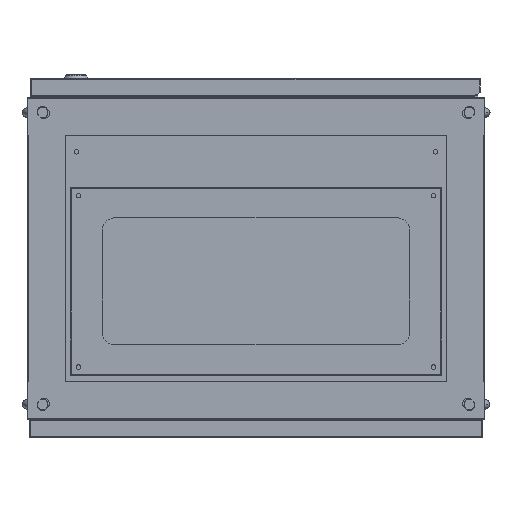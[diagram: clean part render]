
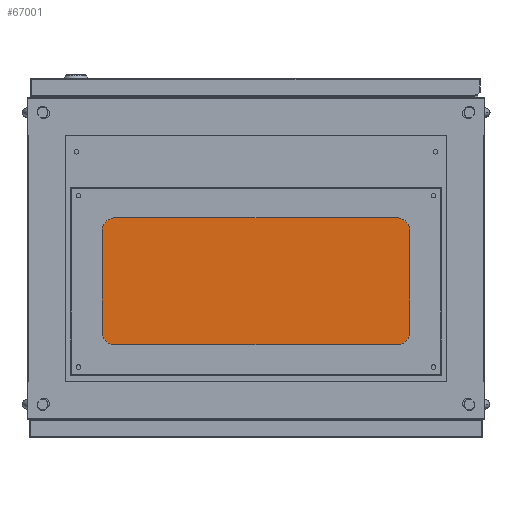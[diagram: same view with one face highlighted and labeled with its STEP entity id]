
A CAD part, front view. The second image highlights one B-rep face of the part: STEP entity #67001.
In plain terms, the highlighted planar face has unit normal (0, -1, 0).
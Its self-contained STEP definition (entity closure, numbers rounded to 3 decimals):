
#962 = EDGE_LOOP ( 'NONE', ( #61187, #66552 ) ) ;
#2942 = VERTEX_POINT ( 'NONE', #69416 ) ;
#3412 = VECTOR ( 'NONE', #39735, 1000. ) ;
#3783 = DIRECTION ( 'NONE',  ( 0., 0., 1. ) ) ;
#4043 = CARTESIAN_POINT ( 'NONE',  ( -233., 9., 79.5 ) ) ;
#4378 = FACE_BOUND ( 'NONE', #21247, .T. ) ;
#4944 = EDGE_CURVE ( 'NONE', #46494, #7337, #10874, .T. ) ;
#5088 = CARTESIAN_POINT ( 'NONE',  ( 233., 9., 82.5 ) ) ;
#6364 = LINE ( 'NONE', #15911, #24916 ) ;
#6937 = ORIENTED_EDGE ( 'NONE', *, *, #57858, .F. ) ;
#7337 = VERTEX_POINT ( 'NONE', #13814 ) ;
#9848 = CIRCLE ( 'NONE', #73233, 3. ) ;
#10874 = LINE ( 'NONE', #60813, #15248 ) ;
#11079 = CARTESIAN_POINT ( 'NONE',  ( -233., 9., 82.5 ) ) ;
#11294 = EDGE_CURVE ( 'NONE', #33110, #24385, #47916, .T. ) ;
#12130 = DIRECTION ( 'NONE',  ( 0., 0., 1. ) ) ;
#12492 = CIRCLE ( 'NONE', #55705, 3. ) ;
#13814 = CARTESIAN_POINT ( 'NONE',  ( -242.5, 9., 92. ) ) ;
#14407 = ORIENTED_EDGE ( 'NONE', *, *, #70507, .F. ) ;
#15229 = CARTESIAN_POINT ( 'NONE',  ( -233., 9., 82.5 ) ) ;
#15248 = VECTOR ( 'NONE', #88536, 1000. ) ;
#15498 = DIRECTION ( 'NONE',  ( 0., 1., 0. ) ) ;
#15499 = AXIS2_PLACEMENT_3D ( 'NONE', #67315, #25711, #74308 ) ;
#15911 = CARTESIAN_POINT ( 'NONE',  ( -243.5, 9., 92. ) ) ;
#15993 = AXIS2_PLACEMENT_3D ( 'NONE', #11079, #59693, #18087 ) ;
#18074 = EDGE_CURVE ( 'NONE', #48590, #20296, #58356, .T. ) ;
#18087 = DIRECTION ( 'NONE',  ( 0., 0., 1. ) ) ;
#18640 = EDGE_CURVE ( 'NONE', #20296, #48590, #52815, .T. ) ;
#19297 = CARTESIAN_POINT ( 'NONE',  ( -243.5, 9., -152. ) ) ;
#19444 = CARTESIAN_POINT ( 'NONE',  ( -233., 9., -142.5 ) ) ;
#20296 = VERTEX_POINT ( 'NONE', #4043 ) ;
#20430 = DIRECTION ( 'NONE',  ( 0., 1., 0. ) ) ;
#21156 = CARTESIAN_POINT ( 'NONE',  ( -233., 9., -139.5 ) ) ;
#21247 = EDGE_LOOP ( 'NONE', ( #65584, #37460 ) ) ;
#22197 = DIRECTION ( 'NONE',  ( 0., 0., 1. ) ) ;
#22276 = CARTESIAN_POINT ( 'NONE',  ( 242.5, 9., -153. ) ) ;
#22958 = FACE_BOUND ( 'NONE', #962, .T. ) ;
#24385 = VERTEX_POINT ( 'NONE', #21156 ) ;
#24916 = VECTOR ( 'NONE', #64205, 1000. ) ;
#25711 = DIRECTION ( 'NONE',  ( 0., 1., 0. ) ) ;
#26439 = DIRECTION ( 'NONE',  ( 0., 0., 1. ) ) ;
#27581 = CARTESIAN_POINT ( 'NONE',  ( -233., 9., -142.5 ) ) ;
#28764 = EDGE_CURVE ( 'NONE', #48667, #45470, #31032, .T. ) ;
#28798 = EDGE_CURVE ( 'NONE', #24385, #33110, #12492, .T. ) ;
#30647 = CARTESIAN_POINT ( 'NONE',  ( -242.5, 9., -152. ) ) ;
#31032 = CIRCLE ( 'NONE', #41781, 3. ) ;
#32748 = EDGE_LOOP ( 'NONE', ( #75824, #88847 ) ) ;
#33110 = VERTEX_POINT ( 'NONE', #37807 ) ;
#34618 = DIRECTION ( 'NONE',  ( 0., 0., 1. ) ) ;
#37460 = ORIENTED_EDGE ( 'NONE', *, *, #28798, .T. ) ;
#37807 = CARTESIAN_POINT ( 'NONE',  ( -233., 9., -145.5 ) ) ;
#38188 = ORIENTED_EDGE ( 'NONE', *, *, #18640, .T. ) ;
#39735 = DIRECTION ( 'NONE',  ( -1., 0., 0. ) ) ;
#41187 = VERTEX_POINT ( 'NONE', #46469 ) ;
#41506 = CARTESIAN_POINT ( 'NONE',  ( -233., 9., 85.5 ) ) ;
#41781 = AXIS2_PLACEMENT_3D ( 'NONE', #5088, #53800, #12130 ) ;
#45470 = VERTEX_POINT ( 'NONE', #53334 ) ;
#45554 = DIRECTION ( 'NONE',  ( 0., 1., 0. ) ) ;
#46469 = CARTESIAN_POINT ( 'NONE',  ( 242.5, 9., -152. ) ) ;
#46494 = VERTEX_POINT ( 'NONE', #30647 ) ;
#47916 = CIRCLE ( 'NONE', #85551, 3. ) ;
#48590 = VERTEX_POINT ( 'NONE', #41506 ) ;
#48667 = VERTEX_POINT ( 'NONE', #49340 ) ;
#49340 = CARTESIAN_POINT ( 'NONE',  ( 233., 9., 85.5 ) ) ;
#52367 = VECTOR ( 'NONE', #56939, 1000. ) ;
#52484 = EDGE_CURVE ( 'NONE', #88093, #68898, #77235, .T. ) ;
#52815 = CIRCLE ( 'NONE', #15993, 3. ) ;
#52852 = ORIENTED_EDGE ( 'NONE', *, *, #75039, .F. ) ;
#53334 = CARTESIAN_POINT ( 'NONE',  ( 233., 9., 79.5 ) ) ;
#53800 = DIRECTION ( 'NONE',  ( 0., 1., 0. ) ) ;
#55705 = AXIS2_PLACEMENT_3D ( 'NONE', #19444, #68041, #26439 ) ;
#56939 = DIRECTION ( 'NONE',  ( 0., 0., -1. ) ) ;
#57129 = PLANE ( 'NONE',  #73542 ) ;
#57425 = EDGE_CURVE ( 'NONE', #45470, #48667, #65049, .T. ) ;
#57858 = EDGE_CURVE ( 'NONE', #7337, #2942, #6364, .T. ) ;
#58356 = CIRCLE ( 'NONE', #72470, 3. ) ;
#59215 = EDGE_LOOP ( 'NONE', ( #38188, #65713 ) ) ;
#59693 = DIRECTION ( 'NONE',  ( 0., 1., 0. ) ) ;
#59877 = FACE_BOUND ( 'NONE', #59215, .T. ) ;
#60813 = CARTESIAN_POINT ( 'NONE',  ( -242.5, 9., -153. ) ) ;
#61187 = ORIENTED_EDGE ( 'NONE', *, *, #70819, .T. ) ;
#61778 = AXIS2_PLACEMENT_3D ( 'NONE', #87133, #45554, #3783 ) ;
#62014 = CARTESIAN_POINT ( 'NONE',  ( 233., 9., -142.5 ) ) ;
#63800 = DIRECTION ( 'NONE',  ( 0., 1., 0. ) ) ;
#64072 = DIRECTION ( 'NONE',  ( 0., 0., 1. ) ) ;
#64205 = DIRECTION ( 'NONE',  ( 1., 0., 0. ) ) ;
#64233 = FACE_OUTER_BOUND ( 'NONE', #74119, .T. ) ;
#65049 = CIRCLE ( 'NONE', #61778, 3. ) ;
#65584 = ORIENTED_EDGE ( 'NONE', *, *, #11294, .T. ) ;
#65713 = ORIENTED_EDGE ( 'NONE', *, *, #18074, .T. ) ;
#66552 = ORIENTED_EDGE ( 'NONE', *, *, #52484, .T. ) ;
#67001 = ADVANCED_FACE ( 'NONE', ( #59877, #22958, #64233, #4378, #76260 ), #57129, .F. ) ;
#67232 = CARTESIAN_POINT ( 'NONE',  ( 233., 9., -139.5 ) ) ;
#67315 = CARTESIAN_POINT ( 'NONE',  ( 233., 9., -142.5 ) ) ;
#67397 = CARTESIAN_POINT ( 'NONE',  ( 233., 9., -145.5 ) ) ;
#68041 = DIRECTION ( 'NONE',  ( 0., 1., 0. ) ) ;
#68898 = VERTEX_POINT ( 'NONE', #67397 ) ;
#69030 = DIRECTION ( 'NONE',  ( 0., 0., 1. ) ) ;
#69416 = CARTESIAN_POINT ( 'NONE',  ( 242.5, 9., 92. ) ) ;
#70507 = EDGE_CURVE ( 'NONE', #2942, #41187, #89339, .T. ) ;
#70819 = EDGE_CURVE ( 'NONE', #68898, #88093, #9848, .T. ) ;
#72470 = AXIS2_PLACEMENT_3D ( 'NONE', #15229, #63800, #22197 ) ;
#73233 = AXIS2_PLACEMENT_3D ( 'NONE', #62014, #20430, #69030 ) ;
#73542 = AXIS2_PLACEMENT_3D ( 'NONE', #77821, #15498, #64072 ) ;
#74119 = EDGE_LOOP ( 'NONE', ( #82037, #52852, #14407, #6937 ) ) ;
#74308 = DIRECTION ( 'NONE',  ( 0., 0., 1. ) ) ;
#75039 = EDGE_CURVE ( 'NONE', #41187, #46494, #75256, .T. ) ;
#75256 = LINE ( 'NONE', #19297, #3412 ) ;
#75824 = ORIENTED_EDGE ( 'NONE', *, *, #57425, .T. ) ;
#76222 = DIRECTION ( 'NONE',  ( 0., 1., 0. ) ) ;
#76260 = FACE_BOUND ( 'NONE', #32748, .T. ) ;
#77235 = CIRCLE ( 'NONE', #15499, 3. ) ;
#77821 = CARTESIAN_POINT ( 'NONE',  ( 0., 9., 0. ) ) ;
#82037 = ORIENTED_EDGE ( 'NONE', *, *, #4944, .F. ) ;
#85551 = AXIS2_PLACEMENT_3D ( 'NONE', #27581, #76222, #34618 ) ;
#87133 = CARTESIAN_POINT ( 'NONE',  ( 233., 9., 82.5 ) ) ;
#88093 = VERTEX_POINT ( 'NONE', #67232 ) ;
#88536 = DIRECTION ( 'NONE',  ( 0., 0., 1. ) ) ;
#88847 = ORIENTED_EDGE ( 'NONE', *, *, #28764, .T. ) ;
#89339 = LINE ( 'NONE', #22276, #52367 ) ;
